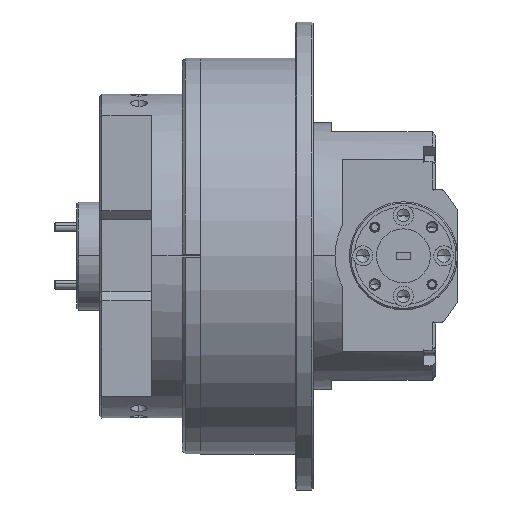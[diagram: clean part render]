
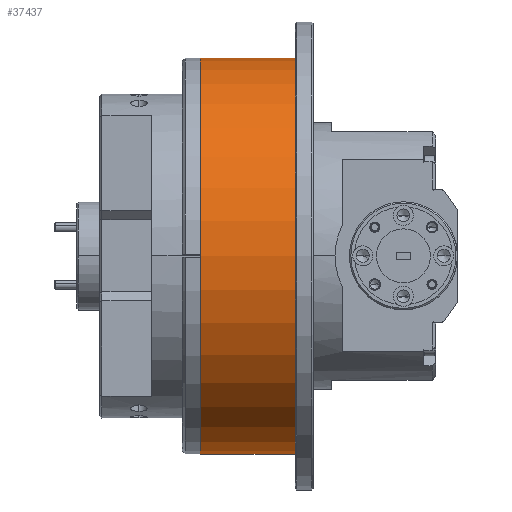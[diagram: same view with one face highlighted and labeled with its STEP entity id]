
A CAD part, top view. The second image highlights one B-rep face of the part: STEP entity #37437.
In plain terms, the highlighted cylindrical face has radius 34.925 mm (diameter 69.85 mm), a partial arc.
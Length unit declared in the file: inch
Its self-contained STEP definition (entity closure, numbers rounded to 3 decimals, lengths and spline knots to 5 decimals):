
#2502 = DIRECTION ( 'NONE',  ( 1., 0., 0. ) ) ;
#5110 = CARTESIAN_POINT ( 'NONE',  ( -0.59918, -1.375, 0. ) ) ;
#5963 = CARTESIAN_POINT ( 'NONE',  ( -0.59918, 1.375, 0. ) ) ;
#6316 = DIRECTION ( 'NONE',  ( 0., 1., 0. ) ) ;
#7554 = VECTOR ( 'NONE', #38344, 39.37008 ) ;
#7657 = EDGE_CURVE ( 'NONE', #12929, #37636, #43794, .T. ) ;
#9935 = LINE ( 'NONE', #24251, #18468 ) ;
#11265 = CARTESIAN_POINT ( 'NONE',  ( 0.06, -1.375, 0. ) ) ;
#11963 = ORIENTED_EDGE ( 'NONE', *, *, #7657, .T. ) ;
#12929 = VERTEX_POINT ( 'NONE', #5963 ) ;
#14444 = DIRECTION ( 'NONE',  ( 1., 0., 0. ) ) ;
#14650 = EDGE_CURVE ( 'NONE', #37636, #20652, #19525, .T. ) ;
#17888 = ORIENTED_EDGE ( 'NONE', *, *, #14650, .T. ) ;
#18238 = ORIENTED_EDGE ( 'NONE', *, *, #38791, .F. ) ;
#18468 = VECTOR ( 'NONE', #2502, 39.37008 ) ;
#19022 = DIRECTION ( 'NONE',  ( 0., 1., 0. ) ) ;
#19525 = LINE ( 'NONE', #45089, #7554 ) ;
#20536 = EDGE_LOOP ( 'NONE', ( #11963, #17888, #24700, #18238 ) ) ;
#20652 = VERTEX_POINT ( 'NONE', #11265 ) ;
#21853 = CARTESIAN_POINT ( 'NONE',  ( -0.59918, 0., 0. ) ) ;
#22471 = AXIS2_PLACEMENT_3D ( 'NONE', #21853, #26173, #19022 ) ;
#23220 = VERTEX_POINT ( 'NONE', #24769 ) ;
#24215 = CARTESIAN_POINT ( 'NONE',  ( 0.06, 0., 0. ) ) ;
#24251 = CARTESIAN_POINT ( 'NONE',  ( 0., 1.375, 0. ) ) ;
#24700 = ORIENTED_EDGE ( 'NONE', *, *, #36142, .F. ) ;
#24769 = CARTESIAN_POINT ( 'NONE',  ( 0.06, 1.375, 0. ) ) ;
#25413 = CYLINDRICAL_SURFACE ( 'NONE', #45772, 1.375 ) ;
#26173 = DIRECTION ( 'NONE',  ( 1., 0., 0. ) ) ;
#27331 = CIRCLE ( 'NONE', #46400, 1.375 ) ;
#33510 = CARTESIAN_POINT ( 'NONE',  ( 0., 0., 0. ) ) ;
#36142 = EDGE_CURVE ( 'NONE', #23220, #20652, #27331, .T. ) ;
#37437 = ADVANCED_FACE ( 'NONE', ( #40179 ), #25413, .T. ) ;
#37636 = VERTEX_POINT ( 'NONE', #5110 ) ;
#38344 = DIRECTION ( 'NONE',  ( 1., 0., 0. ) ) ;
#38791 = EDGE_CURVE ( 'NONE', #12929, #23220, #9935, .T. ) ;
#40179 = FACE_OUTER_BOUND ( 'NONE', #20536, .T. ) ;
#43786 = DIRECTION ( 'NONE',  ( 0., 1., 0. ) ) ;
#43794 = CIRCLE ( 'NONE', #22471, 1.375 ) ;
#45089 = CARTESIAN_POINT ( 'NONE',  ( 0., -1.375, 0. ) ) ;
#45772 = AXIS2_PLACEMENT_3D ( 'NONE', #33510, #14444, #43786 ) ;
#46400 = AXIS2_PLACEMENT_3D ( 'NONE', #24215, #46873, #6316 ) ;
#46873 = DIRECTION ( 'NONE',  ( 1., 0., 0. ) ) ;
